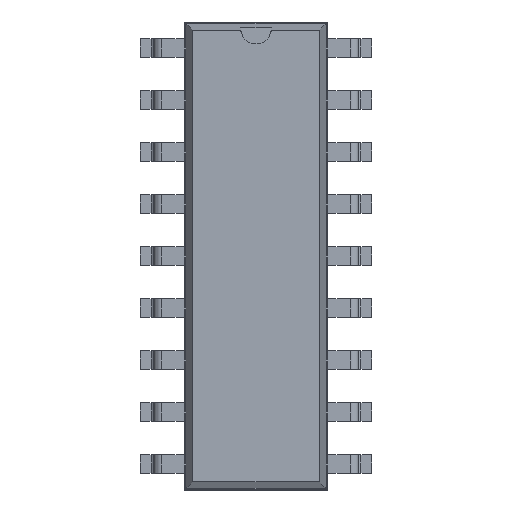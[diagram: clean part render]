
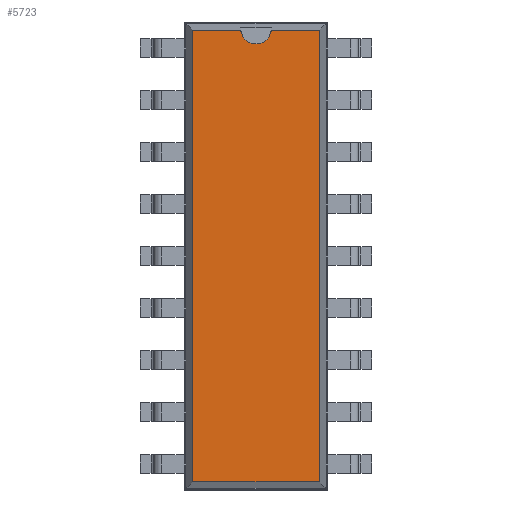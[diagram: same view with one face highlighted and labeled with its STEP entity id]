
A CAD part, top view. The second image highlights one B-rep face of the part: STEP entity #5723.
In plain terms, the highlighted planar face has unit normal (0, 0, 1).
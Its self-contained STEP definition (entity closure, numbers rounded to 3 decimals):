
#26=VECTOR('',#27,1.);
#27=DIRECTION('',(0.,1.,0.));
#33=VECTOR('',#34,1.);
#34=DIRECTION('',(-1.,0.,0.));
#40=VECTOR('',#41,1.);
#41=DIRECTION('',(0.,-1.,0.));
#45=VECTOR('',#46,1.);
#46=DIRECTION('',(1.,0.,0.));
#49=DIRECTION('',(0.,0.,-1.));
#1138=DIRECTION('',(0.,0.,-1.));
#3858=VERTEX_POINT('',#3859);
#3859=CARTESIAN_POINT('',(3.101,11.031,3.68));
#3861=ORIENTED_EDGE('',*,*,#3862,.F.);
#3862=EDGE_CURVE('',#3863,#3858,#3865,.T.);
#3863=VERTEX_POINT('',#3864);
#3864=CARTESIAN_POINT('',(3.101,-11.031,3.68));
#3865=LINE('',#3864,#26);
#4757=VERTEX_POINT('',#4758);
#4758=CARTESIAN_POINT('',(-3.101,11.031,3.68));
#4760=ORIENTED_EDGE('',*,*,#4761,.F.);
#4761=EDGE_CURVE('',#4762,#4757,#4764,.T.);
#4762=VERTEX_POINT('',#4763);
#4763=CARTESIAN_POINT('',(-0.746,11.031,3.68));
#4764=LINE('',#3859,#33);
#4783=VERTEX_POINT('',#4784);
#4784=CARTESIAN_POINT('',(0.746,11.031,3.68));
#4790=ORIENTED_EDGE('',*,*,#4791,.F.);
#4791=EDGE_CURVE('',#3858,#4783,#4764,.T.);
#4826=VERTEX_POINT('',#4827);
#4827=CARTESIAN_POINT('',(-3.101,-11.031,3.68));
#4829=ORIENTED_EDGE('',*,*,#4830,.F.);
#4830=EDGE_CURVE('',#4757,#4826,#4831,.T.);
#4831=LINE('',#4758,#40);
#5718=ORIENTED_EDGE('',*,*,#5719,.F.);
#5719=EDGE_CURVE('',#4826,#3863,#5720,.T.);
#5720=LINE('',#4827,#45);
#5723=ADVANCED_FACE('',(#5724),#5735,.F.);
#5724=FACE_BOUND('',#5725,.F.);
#5725=EDGE_LOOP('',(#3861,#5718,#4829,#4760,#5726,#5733,#4790));
#5726=ORIENTED_EDGE('',*,*,#5727,.F.);
#5727=EDGE_CURVE('',#5728,#4762,#5730,.T.);
#5728=VERTEX_POINT('',#5729);
#5729=CARTESIAN_POINT('',(0.,10.356,3.68));
#5730=CIRCLE('',#5731,0.75);
#5731=AXIS2_PLACEMENT_3D('',#5732,#1138,#41);
#5732=CARTESIAN_POINT('',(0.,11.106,3.68));
#5733=ORIENTED_EDGE('',*,*,#5734,.F.);
#5734=EDGE_CURVE('',#4783,#5728,#5730,.T.);
#5735=PLANE('',#5736);
#5736=AXIS2_PLACEMENT_3D('',#3864,#49,#5737);
#5737=DIRECTION('',(-0.271,0.963,0.));
